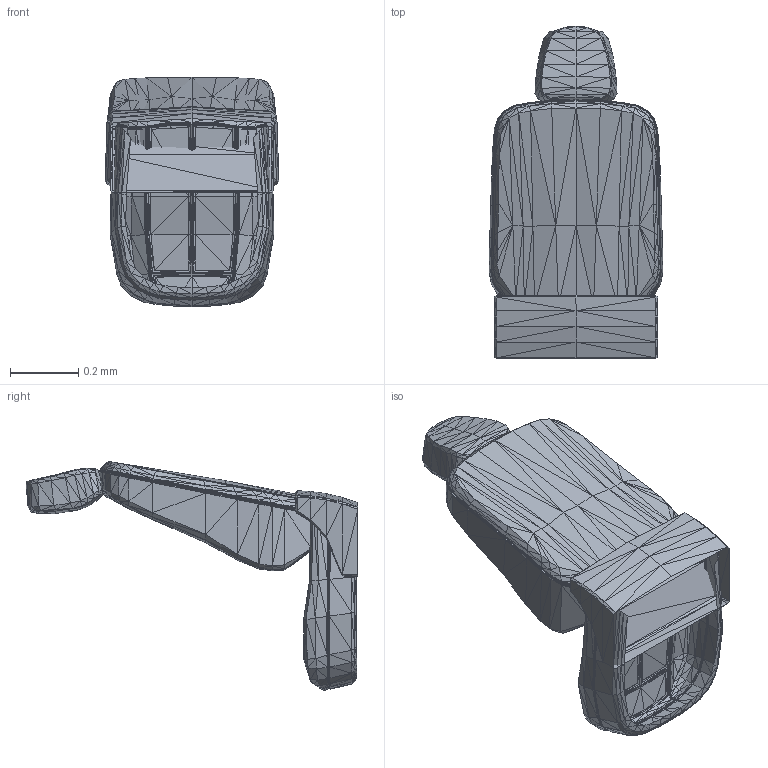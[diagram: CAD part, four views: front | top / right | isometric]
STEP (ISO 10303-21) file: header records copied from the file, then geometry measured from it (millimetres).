
FILE_DESCRIPTION (( 'STEP AP203' ), '1' );
FILE_NAME ('Body DriversSeat_Default_sldprt.STEP', '2019-12-12T20:29:10', ( '' ), ( '' ), 'SwSTEP 2.0', 'SolidWorks 2017', '' );
FILE_SCHEMA (( 'CONFIG_CONTROL_DESIGN' ));
Length unit declared in the file: millimetre
Products named in the file (1): Body DriversSeat_Default_sldprt
Bounding box: 0.51 x 0.97 x 0.67 mm (x, y, z)
Surface area: 1.8 mm2 (no closed solid volume)
Topology: 0 solids, 4 shells, 2595 faces, 3965 edges, 1370 vertices
Faces by surface type: plane 2595
Entity records: 51224 total; most frequent: DIRECTION 9149, CARTESIAN_POINT 7955, ORIENTED_EDGE 7803, EDGE_CURVE 3965, LINE 3957, VECTOR 3957, AXIS2_PLACEMENT_3D 2596, ADVANCED_FACE 2595
